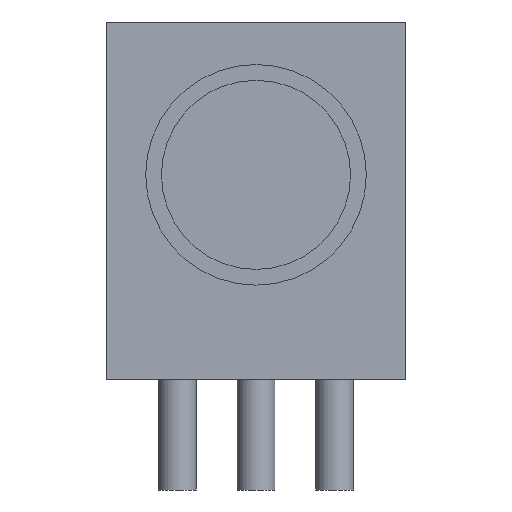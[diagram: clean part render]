
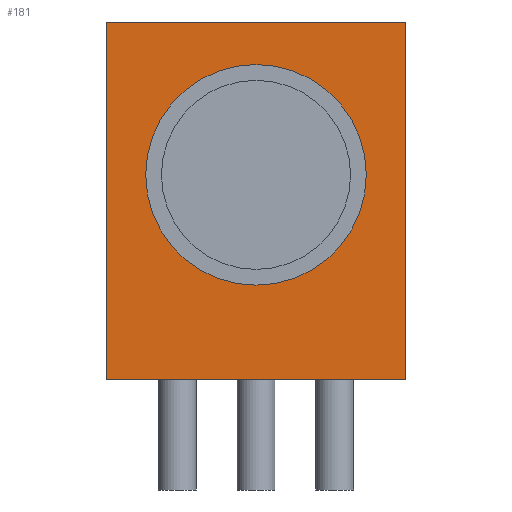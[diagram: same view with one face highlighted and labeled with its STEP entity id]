
A CAD part, front view. The second image highlights one B-rep face of the part: STEP entity #181.
In plain terms, the highlighted planar face has unit normal (0, -1, 0).
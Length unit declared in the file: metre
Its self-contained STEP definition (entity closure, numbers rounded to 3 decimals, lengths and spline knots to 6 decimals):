
#15 = AXIS2_PLACEMENT_3D ( 'NONE', #329, #154, #498 ) ;
#17 = CARTESIAN_POINT ( 'NONE',  ( 0., -0.00825, 0.000825 ) ) ;
#19 = CARTESIAN_POINT ( 'NONE',  ( 0., -0.00825, 0.000825 ) ) ;
#26 = CARTESIAN_POINT ( 'NONE',  ( 0., -0.00825, -0.002675 ) ) ;
#42 = ORIENTED_EDGE ( 'NONE', *, *, #408, .F. ) ;
#66 = EDGE_CURVE ( 'NONE', #113, #630, #693, .T. ) ;
#71 = DIRECTION ( 'NONE',  ( 0., 0., -1. ) ) ;
#75 = VECTOR ( 'NONE', #505, 1. ) ;
#81 = PLANE ( 'NONE',  #15 ) ;
#83 = FACE_BOUND ( 'NONE', #228, .T. ) ;
#88 = CARTESIAN_POINT ( 'NONE',  ( 0.00475, -0.00825, 0.005675 ) ) ;
#98 = LINE ( 'NONE', #660, #368 ) ;
#113 = VERTEX_POINT ( 'NONE', #26 ) ;
#126 = DIRECTION ( 'NONE',  ( 0., 0., -1. ) ) ;
#128 = LINE ( 'NONE', #637, #433 ) ;
#139 = VECTOR ( 'NONE', #303, 1. ) ;
#144 = VERTEX_POINT ( 'NONE', #252 ) ;
#148 = AXIS2_PLACEMENT_3D ( 'NONE', #17, #545, #71 ) ;
#154 = DIRECTION ( 'NONE',  ( 0., -1., 0. ) ) ;
#177 = EDGE_CURVE ( 'NONE', #144, #265, #473, .T. ) ;
#181 = ADVANCED_FACE ( 'NONE', ( #83, #675 ), #81, .T. ) ;
#228 = EDGE_LOOP ( 'NONE', ( #761, #349 ) ) ;
#245 = DIRECTION ( 'NONE',  ( 0., 0., 1. ) ) ;
#252 = CARTESIAN_POINT ( 'NONE',  ( 0.00475, -0.00825, 0.005675 ) ) ;
#265 = VERTEX_POINT ( 'NONE', #583 ) ;
#301 = EDGE_CURVE ( 'NONE', #475, #144, #128, .T. ) ;
#302 = LINE ( 'NONE', #715, #139 ) ;
#303 = DIRECTION ( 'NONE',  ( -1., 0., 0. ) ) ;
#305 = ORIENTED_EDGE ( 'NONE', *, *, #370, .F. ) ;
#328 = CARTESIAN_POINT ( 'NONE',  ( -0.00475, -0.00825, -0.005675 ) ) ;
#329 = CARTESIAN_POINT ( 'NONE',  ( 0., -0.00825, 0. ) ) ;
#349 = ORIENTED_EDGE ( 'NONE', *, *, #66, .F. ) ;
#368 = VECTOR ( 'NONE', #245, 1. ) ;
#370 = EDGE_CURVE ( 'NONE', #265, #651, #302, .T. ) ;
#376 = DIRECTION ( 'NONE',  ( 0., -1., 0. ) ) ;
#408 = EDGE_CURVE ( 'NONE', #651, #475, #98, .T. ) ;
#433 = VECTOR ( 'NONE', #523, 1. ) ;
#463 = CIRCLE ( 'NONE', #148, 0.0035 ) ;
#473 = LINE ( 'NONE', #88, #75 ) ;
#475 = VERTEX_POINT ( 'NONE', #731 ) ;
#498 = DIRECTION ( 'NONE',  ( 0., 0., -1. ) ) ;
#505 = DIRECTION ( 'NONE',  ( 0., 0., -1. ) ) ;
#508 = CARTESIAN_POINT ( 'NONE',  ( 0., -0.00825, 0.004325 ) ) ;
#523 = DIRECTION ( 'NONE',  ( 1., 0., 0. ) ) ;
#545 = DIRECTION ( 'NONE',  ( 0., -1., 0. ) ) ;
#551 = EDGE_CURVE ( 'NONE', #630, #113, #463, .T. ) ;
#583 = CARTESIAN_POINT ( 'NONE',  ( 0.00475, -0.00825, -0.005675 ) ) ;
#606 = ORIENTED_EDGE ( 'NONE', *, *, #177, .F. ) ;
#630 = VERTEX_POINT ( 'NONE', #508 ) ;
#637 = CARTESIAN_POINT ( 'NONE',  ( -0.00475, -0.00825, 0.005675 ) ) ;
#651 = VERTEX_POINT ( 'NONE', #328 ) ;
#659 = AXIS2_PLACEMENT_3D ( 'NONE', #19, #376, #126 ) ;
#660 = CARTESIAN_POINT ( 'NONE',  ( -0.00475, -0.00825, 0.005675 ) ) ;
#675 = FACE_OUTER_BOUND ( 'NONE', #686, .T. ) ;
#686 = EDGE_LOOP ( 'NONE', ( #606, #760, #42, #305 ) ) ;
#693 = CIRCLE ( 'NONE', #659, 0.0035 ) ;
#715 = CARTESIAN_POINT ( 'NONE',  ( -0.00475, -0.00825, -0.005675 ) ) ;
#731 = CARTESIAN_POINT ( 'NONE',  ( -0.00475, -0.00825, 0.005675 ) ) ;
#760 = ORIENTED_EDGE ( 'NONE', *, *, #301, .F. ) ;
#761 = ORIENTED_EDGE ( 'NONE', *, *, #551, .F. ) ;
